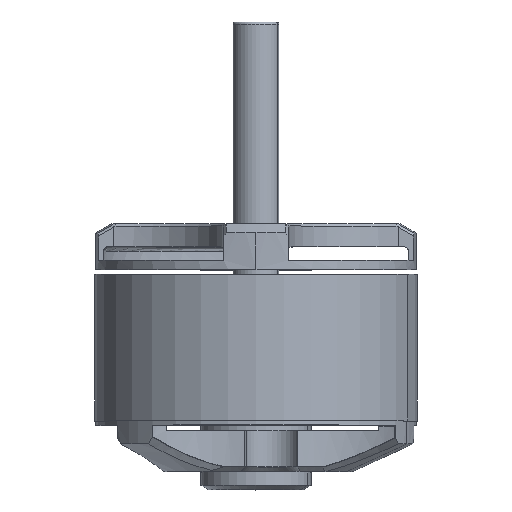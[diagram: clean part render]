
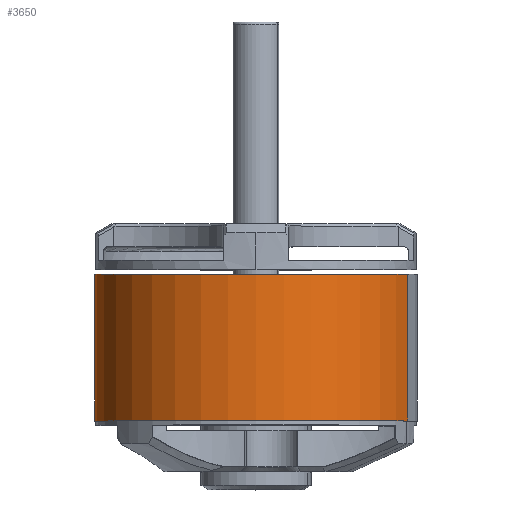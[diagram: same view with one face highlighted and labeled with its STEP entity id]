
A CAD part, top view. The second image highlights one B-rep face of the part: STEP entity #3650.
In plain terms, the highlighted cylindrical face has radius 17.6 mm (diameter 35.2 mm), a partial arc.
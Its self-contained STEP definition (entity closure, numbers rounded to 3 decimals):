
#398 = ORIENTED_EDGE ( 'NONE', *, *, #7576, .F. ) ;
#444 = CARTESIAN_POINT ( 'NONE',  ( 0., -16., 0. ) ) ;
#518 = CARTESIAN_POINT ( 'NONE',  ( 0., -66.28, 0. ) ) ;
#532 = CARTESIAN_POINT ( 'NONE',  ( 0., -16., -17.6 ) ) ;
#1008 = ORIENTED_EDGE ( 'NONE', *, *, #6297, .T. ) ;
#2396 = ORIENTED_EDGE ( 'NONE', *, *, #2568, .F. ) ;
#2568 = EDGE_CURVE ( 'NONE', #4801, #8107, #12412, .T. ) ;
#2575 = ORIENTED_EDGE ( 'NONE', *, *, #12996, .T. ) ;
#3650 = ADVANCED_FACE ( 'NONE', ( #9494 ), #9407, .T. ) ;
#4330 = CARTESIAN_POINT ( 'NONE',  ( 0., -66.28, -17.6 ) ) ;
#4801 = VERTEX_POINT ( 'NONE', #7147 ) ;
#5617 = DIRECTION ( 'NONE',  ( 0., 0., -1. ) ) ;
#5867 = LINE ( 'NONE', #8311, #13516 ) ;
#6297 = EDGE_CURVE ( 'NONE', #8391, #14588, #14397, .T. ) ;
#7147 = CARTESIAN_POINT ( 'NONE',  ( 0., 0., -17.6 ) ) ;
#7576 = EDGE_CURVE ( 'NONE', #8391, #4801, #8217, .T. ) ;
#7704 = AXIS2_PLACEMENT_3D ( 'NONE', #518, #14583, #13335 ) ;
#8107 = VERTEX_POINT ( 'NONE', #14132 ) ;
#8217 = LINE ( 'NONE', #4330, #13572 ) ;
#8311 = CARTESIAN_POINT ( 'NONE',  ( 0., -66.28, 17.6 ) ) ;
#8391 = VERTEX_POINT ( 'NONE', #532 ) ;
#9407 = CYLINDRICAL_SURFACE ( 'NONE', #7704, 17.6 ) ;
#9494 = FACE_OUTER_BOUND ( 'NONE', #12296, .T. ) ;
#9584 = DIRECTION ( 'NONE',  ( 0., 1., 0. ) ) ;
#10052 = AXIS2_PLACEMENT_3D ( 'NONE', #444, #9584, #5617 ) ;
#12296 = EDGE_LOOP ( 'NONE', ( #398, #1008, #2575, #2396 ) ) ;
#12412 = CIRCLE ( 'NONE', #15378, 17.6 ) ;
#12996 = EDGE_CURVE ( 'NONE', #14588, #8107, #5867, .T. ) ;
#13335 = DIRECTION ( 'NONE',  ( 0., 0., 1. ) ) ;
#13405 = DIRECTION ( 'NONE',  ( 0., 1., 0. ) ) ;
#13493 = DIRECTION ( 'NONE',  ( 0., 1., 0. ) ) ;
#13516 = VECTOR ( 'NONE', #13493, 1000. ) ;
#13572 = VECTOR ( 'NONE', #13405, 1000. ) ;
#14132 = CARTESIAN_POINT ( 'NONE',  ( 0., 0., 17.6 ) ) ;
#14397 = CIRCLE ( 'NONE', #10052, 17.6 ) ;
#14583 = DIRECTION ( 'NONE',  ( 0., 1., 0. ) ) ;
#14588 = VERTEX_POINT ( 'NONE', #16745 ) ;
#14779 = CARTESIAN_POINT ( 'NONE',  ( 0., 0., 0. ) ) ;
#14853 = DIRECTION ( 'NONE',  ( 0., 1., 0. ) ) ;
#15378 = AXIS2_PLACEMENT_3D ( 'NONE', #14779, #14853, #16121 ) ;
#16121 = DIRECTION ( 'NONE',  ( 0., 0., 1. ) ) ;
#16745 = CARTESIAN_POINT ( 'NONE',  ( 0., -16., 17.6 ) ) ;
